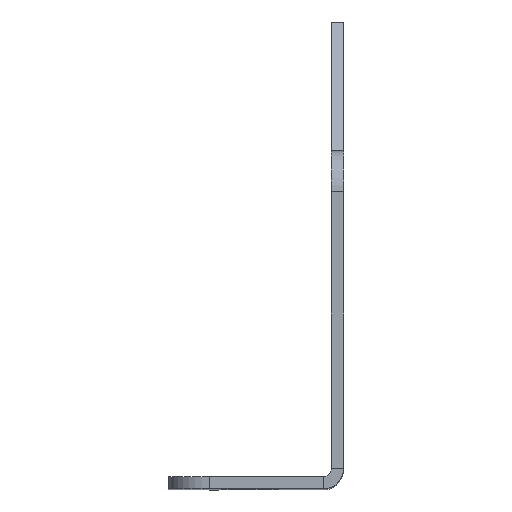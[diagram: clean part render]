
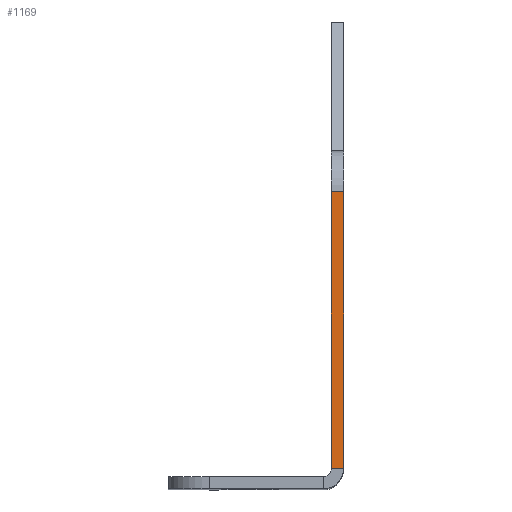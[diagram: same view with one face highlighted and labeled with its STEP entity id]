
A CAD part, top view. The second image highlights one B-rep face of the part: STEP entity #1169.
In plain terms, the highlighted planar face has unit normal (0, 0, 1).
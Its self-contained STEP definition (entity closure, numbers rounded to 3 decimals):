
#91 = CARTESIAN_POINT ( 'NONE',  ( 0., 0., 0. ) ) ;
#98 = VECTOR ( 'NONE', #2081, 1000. ) ;
#121 = DIRECTION ( 'NONE',  ( 0., 0., 1. ) ) ;
#213 = CARTESIAN_POINT ( 'NONE',  ( 0., 39., 0. ) ) ;
#259 = LINE ( 'NONE', #2623, #2153 ) ;
#276 = DIRECTION ( 'NONE',  ( 0., -1., 0. ) ) ;
#476 = LINE ( 'NONE', #758, #2247 ) ;
#511 = DIRECTION ( 'NONE',  ( 1., 0., 0. ) ) ;
#723 = EDGE_CURVE ( 'NONE', #809, #806, #2917, .T. ) ;
#758 = CARTESIAN_POINT ( 'NONE',  ( -1.5, 39., 0. ) ) ;
#785 = VECTOR ( 'NONE', #1756, 1000. ) ;
#806 = VERTEX_POINT ( 'NONE', #1150 ) ;
#809 = VERTEX_POINT ( 'NONE', #1587 ) ;
#815 = CARTESIAN_POINT ( 'NONE',  ( -1.5, 39., 0. ) ) ;
#818 = CARTESIAN_POINT ( 'NONE',  ( -1.5, 34., 0. ) ) ;
#858 = EDGE_CURVE ( 'NONE', #809, #1104, #1120, .T. ) ;
#1033 = AXIS2_PLACEMENT_3D ( 'NONE', #815, #121, #2451 ) ;
#1104 = VERTEX_POINT ( 'NONE', #91 ) ;
#1120 = LINE ( 'NONE', #213, #98 ) ;
#1140 = ORIENTED_EDGE ( 'NONE', *, *, #723, .T. ) ;
#1150 = CARTESIAN_POINT ( 'NONE',  ( -1.5, 34., 0. ) ) ;
#1169 = ADVANCED_FACE ( 'NONE', ( #1250 ), #2915, .T. ) ;
#1228 = ORIENTED_EDGE ( 'NONE', *, *, #2929, .T. ) ;
#1250 = FACE_OUTER_BOUND ( 'NONE', #1441, .T. ) ;
#1441 = EDGE_LOOP ( 'NONE', ( #2598, #1140, #2648, #1228 ) ) ;
#1587 = CARTESIAN_POINT ( 'NONE',  ( 0., 34., 0. ) ) ;
#1756 = DIRECTION ( 'NONE',  ( -1., 0., 0. ) ) ;
#1944 = VERTEX_POINT ( 'NONE', #2026 ) ;
#2026 = CARTESIAN_POINT ( 'NONE',  ( -1.5, 0., 0. ) ) ;
#2081 = DIRECTION ( 'NONE',  ( 0., -1., 0. ) ) ;
#2153 = VECTOR ( 'NONE', #511, 1000. ) ;
#2247 = VECTOR ( 'NONE', #276, 1000. ) ;
#2255 = EDGE_CURVE ( 'NONE', #806, #1944, #476, .T. ) ;
#2451 = DIRECTION ( 'NONE',  ( 0., -1., 0. ) ) ;
#2598 = ORIENTED_EDGE ( 'NONE', *, *, #858, .F. ) ;
#2623 = CARTESIAN_POINT ( 'NONE',  ( -1.5, 0., 0. ) ) ;
#2648 = ORIENTED_EDGE ( 'NONE', *, *, #2255, .T. ) ;
#2915 = PLANE ( 'NONE',  #1033 ) ;
#2917 = LINE ( 'NONE', #818, #785 ) ;
#2929 = EDGE_CURVE ( 'NONE', #1944, #1104, #259, .T. ) ;
